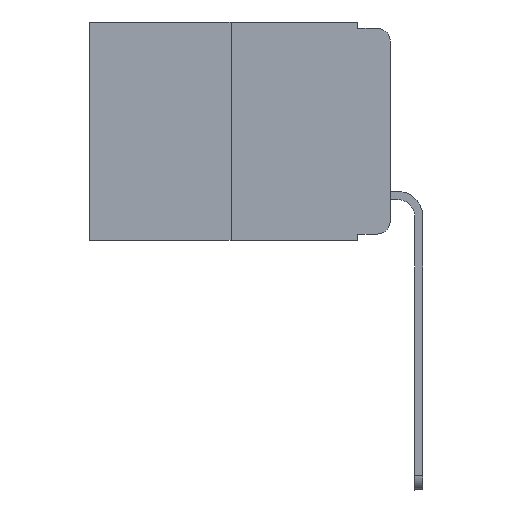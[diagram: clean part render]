
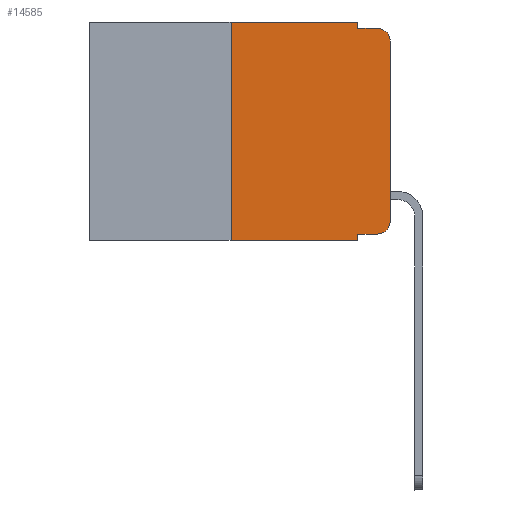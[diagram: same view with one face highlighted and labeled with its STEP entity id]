
A CAD part, left-side view. The second image highlights one B-rep face of the part: STEP entity #14585.
In plain terms, the highlighted planar face has unit normal (-1, 0, 0).
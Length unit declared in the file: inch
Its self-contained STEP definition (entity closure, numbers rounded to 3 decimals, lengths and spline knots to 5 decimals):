
#107 = LINE ( 'NONE', #4848, #9729 ) ;
#204 = EDGE_CURVE ( 'NONE', #5179, #3016, #3156, .T. ) ;
#478 = DIRECTION ( 'NONE',  ( 1., 0., 0. ) ) ;
#691 = CARTESIAN_POINT ( 'NONE',  ( 0., 0.051, -0.333 ) ) ;
#778 = CARTESIAN_POINT ( 'NONE',  ( 0., 0.051, 0. ) ) ;
#1080 = VERTEX_POINT ( 'NONE', #7879 ) ;
#1322 = EDGE_CURVE ( 'NONE', #8068, #10067, #14680, .T. ) ;
#1365 = CIRCLE ( 'NONE', #2863, 0.02 ) ;
#1755 = DIRECTION ( 'NONE',  ( -1., 0., 0. ) ) ;
#1977 = CARTESIAN_POINT ( 'NONE',  ( 0., 0.473, 0. ) ) ;
#2043 = DIRECTION ( 'NONE',  ( -1., 0., 0. ) ) ;
#2230 = CARTESIAN_POINT ( 'NONE',  ( 0., 0., -0.03 ) ) ;
#2352 = CIRCLE ( 'NONE', #2851, 0.02 ) ;
#2851 = AXIS2_PLACEMENT_3D ( 'NONE', #9300, #2043, #10159 ) ;
#2863 = AXIS2_PLACEMENT_3D ( 'NONE', #2931, #1755, #6707 ) ;
#2918 = CARTESIAN_POINT ( 'NONE',  ( 0., 0.051, -0.01 ) ) ;
#2931 = CARTESIAN_POINT ( 'NONE',  ( 0., 0.02, -0.313 ) ) ;
#3016 = VERTEX_POINT ( 'NONE', #778 ) ;
#3156 = LINE ( 'NONE', #1977, #11107 ) ;
#3740 = EDGE_CURVE ( 'NONE', #1080, #4101, #3776, .T. ) ;
#3769 = DIRECTION ( 'NONE',  ( 0., 0., -1. ) ) ;
#3776 = LINE ( 'NONE', #9705, #15274 ) ;
#4101 = VERTEX_POINT ( 'NONE', #6375 ) ;
#4607 = CARTESIAN_POINT ( 'NONE',  ( 0., 0.051, 0. ) ) ;
#4614 = EDGE_CURVE ( 'NONE', #7733, #14377, #11296, .T. ) ;
#4688 = DIRECTION ( 'NONE',  ( 0., -1., 0. ) ) ;
#4848 = CARTESIAN_POINT ( 'NONE',  ( 0., 0.051, 0. ) ) ;
#5179 = VERTEX_POINT ( 'NONE', #11736 ) ;
#5311 = ORIENTED_EDGE ( 'NONE', *, *, #8993, .F. ) ;
#5542 = DIRECTION ( 'NONE',  ( 0., -1., 0. ) ) ;
#5657 = VECTOR ( 'NONE', #4688, 39.37008 ) ;
#5689 = CARTESIAN_POINT ( 'NONE',  ( 0., 0.02, -0.333 ) ) ;
#6002 = CARTESIAN_POINT ( 'NONE',  ( 0., 0.051, -0.333 ) ) ;
#6039 = VECTOR ( 'NONE', #14262, 39.37008 ) ;
#6189 = ORIENTED_EDGE ( 'NONE', *, *, #12276, .F. ) ;
#6375 = CARTESIAN_POINT ( 'NONE',  ( 0., 0.051, -0.343 ) ) ;
#6707 = DIRECTION ( 'NONE',  ( 0., 0., -1. ) ) ;
#6763 = LINE ( 'NONE', #4607, #9496 ) ;
#7146 = LINE ( 'NONE', #11790, #6039 ) ;
#7278 = CARTESIAN_POINT ( 'NONE',  ( 0., 0., -0.313 ) ) ;
#7475 = ORIENTED_EDGE ( 'NONE', *, *, #3740, .T. ) ;
#7564 = CARTESIAN_POINT ( 'NONE',  ( 0., 0., 0. ) ) ;
#7733 = VERTEX_POINT ( 'NONE', #6002 ) ;
#7879 = CARTESIAN_POINT ( 'NONE',  ( 0., 0.25, -0.343 ) ) ;
#8068 = VERTEX_POINT ( 'NONE', #7278 ) ;
#8125 = ORIENTED_EDGE ( 'NONE', *, *, #1322, .T. ) ;
#8565 = DIRECTION ( 'NONE',  ( 0., 0., 1. ) ) ;
#8681 = FACE_OUTER_BOUND ( 'NONE', #13108, .T. ) ;
#8993 = EDGE_CURVE ( 'NONE', #3016, #15196, #107, .T. ) ;
#9189 = EDGE_CURVE ( 'NONE', #7733, #4101, #6763, .T. ) ;
#9227 = EDGE_CURVE ( 'NONE', #10067, #15242, #2352, .T. ) ;
#9300 = CARTESIAN_POINT ( 'NONE',  ( 0., 0.02, -0.03 ) ) ;
#9496 = VECTOR ( 'NONE', #11551, 39.37008 ) ;
#9525 = ORIENTED_EDGE ( 'NONE', *, *, #204, .F. ) ;
#9705 = CARTESIAN_POINT ( 'NONE',  ( 0., 0.473, -0.343 ) ) ;
#9708 = ORIENTED_EDGE ( 'NONE', *, *, #9189, .F. ) ;
#9729 = VECTOR ( 'NONE', #3769, 39.37008 ) ;
#10067 = VERTEX_POINT ( 'NONE', #2230 ) ;
#10159 = DIRECTION ( 'NONE',  ( 0., 0., -1. ) ) ;
#10514 = CARTESIAN_POINT ( 'NONE',  ( 0., 0.02, -0.01 ) ) ;
#10835 = AXIS2_PLACEMENT_3D ( 'NONE', #11076, #478, #14268 ) ;
#10958 = VECTOR ( 'NONE', #11219, 39.37008 ) ;
#11076 = CARTESIAN_POINT ( 'NONE',  ( 0., 0.473, 0. ) ) ;
#11107 = VECTOR ( 'NONE', #5542, 39.37008 ) ;
#11219 = DIRECTION ( 'NONE',  ( 0., -1., 0. ) ) ;
#11296 = LINE ( 'NONE', #691, #10958 ) ;
#11551 = DIRECTION ( 'NONE',  ( 0., 0., -1. ) ) ;
#11736 = CARTESIAN_POINT ( 'NONE',  ( 0., 0.25, 0. ) ) ;
#11790 = CARTESIAN_POINT ( 'NONE',  ( 0., 0.25, 0. ) ) ;
#12242 = ORIENTED_EDGE ( 'NONE', *, *, #13374, .T. ) ;
#12276 = EDGE_CURVE ( 'NONE', #1080, #5179, #7146, .T. ) ;
#13108 = EDGE_LOOP ( 'NONE', ( #8125, #13772, #14079, #5311, #9525, #6189, #7475, #9708, #14455, #12242 ) ) ;
#13374 = EDGE_CURVE ( 'NONE', #14377, #8068, #1365, .T. ) ;
#13416 = PLANE ( 'NONE',  #10835 ) ;
#13772 = ORIENTED_EDGE ( 'NONE', *, *, #9227, .T. ) ;
#13849 = CARTESIAN_POINT ( 'NONE',  ( 0., 0.051, -0.01 ) ) ;
#14079 = ORIENTED_EDGE ( 'NONE', *, *, #14338, .F. ) ;
#14262 = DIRECTION ( 'NONE',  ( 0., 0., 1. ) ) ;
#14268 = DIRECTION ( 'NONE',  ( 0., 0., -1. ) ) ;
#14338 = EDGE_CURVE ( 'NONE', #15196, #15242, #15043, .T. ) ;
#14377 = VERTEX_POINT ( 'NONE', #5689 ) ;
#14441 = DIRECTION ( 'NONE',  ( 0., -1., 0. ) ) ;
#14455 = ORIENTED_EDGE ( 'NONE', *, *, #4614, .T. ) ;
#14585 = ADVANCED_FACE ( 'NONE', ( #8681 ), #13416, .F. ) ;
#14680 = LINE ( 'NONE', #7564, #15305 ) ;
#15043 = LINE ( 'NONE', #2918, #5657 ) ;
#15196 = VERTEX_POINT ( 'NONE', #13849 ) ;
#15242 = VERTEX_POINT ( 'NONE', #10514 ) ;
#15274 = VECTOR ( 'NONE', #14441, 39.37008 ) ;
#15305 = VECTOR ( 'NONE', #8565, 39.37008 ) ;
